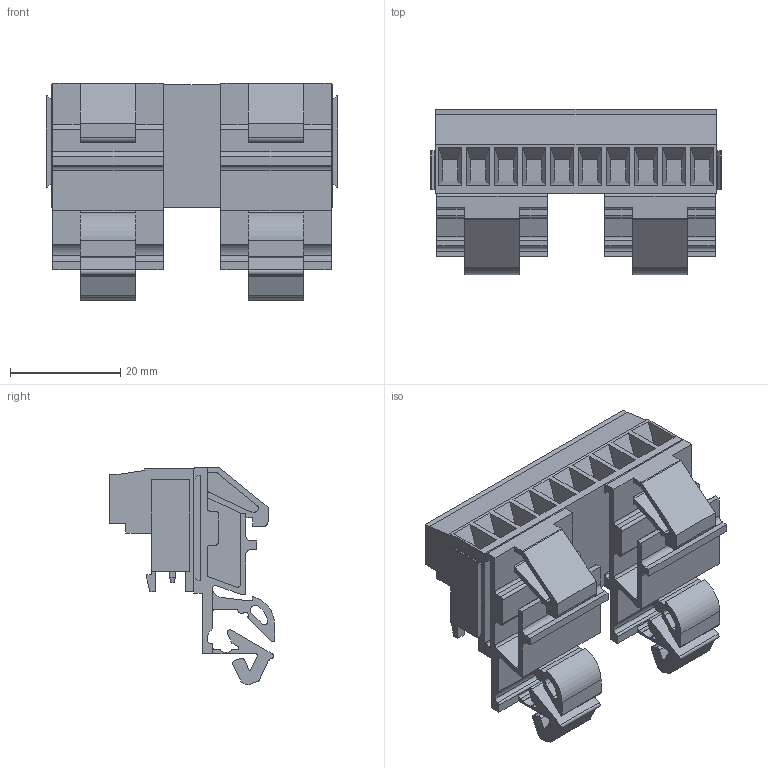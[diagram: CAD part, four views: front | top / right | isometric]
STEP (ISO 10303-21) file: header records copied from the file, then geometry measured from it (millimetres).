
FILE_DESCRIPTION(('CATIA V5 STEP Exchange','CAx-IF Rec.Pracs.--- Model Styling and Organization---1.2---2011-12-15'),'2;1');
FILE_NAME ('D1457435_0_1846080000_1846080000.stp','2018-11-24T07:03:03+00:00',('none'),('Weidmueller'),'CATIA Version 5-6 Release 2014','CATIA V5 STEP AP214','none');
FILE_SCHEMA(('AUTOMOTIVE_DESIGN { 1 0 10303 214 1 1 1 1 }'));
Length unit declared in the file: millimetre
Products named in the file (1): 1846080000
Bounding box: 52.8 x 29.95 x 39.4 mm (x, y, z)
Volume: 15716.1 mm3; surface area: 14056.9 mm2
Topology: 11 solids, 11 shells, 622 faces, 1752 edges, 1154 vertices
Faces by surface type: plane 472, cylinder 150
Entity records: 18079 total; most frequent: ORIENTED_EDGE 3504, CARTESIAN_POINT 3276, DIRECTION 2328, EDGE_CURVE 1752, VECTOR 1364, LINE 1364, VERTEX_POINT 1154, AXIS2_PLACEMENT_3D 650
